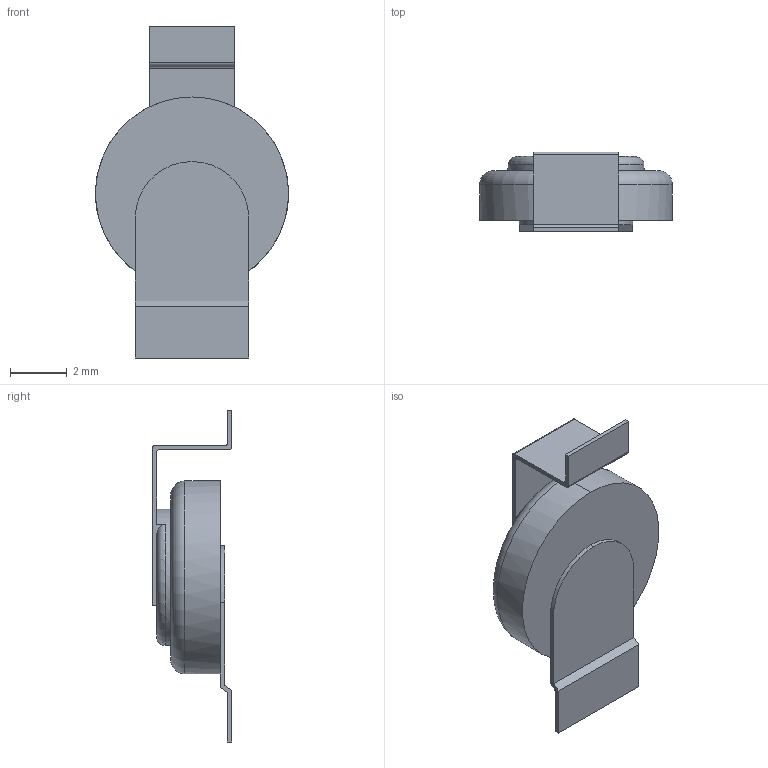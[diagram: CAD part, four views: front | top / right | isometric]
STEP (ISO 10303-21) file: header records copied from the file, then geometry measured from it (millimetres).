
FILE_DESCRIPTION (( 'STEP AP214' ), '1' );
FILE_NAME ('User Library-DSK-3R3H.STEP', '2013-05-23T14:06:59', ( 'Windows User' ), ( '' ), 'SwSTEP 2.0', 'SolidWorks 2013', '' );
FILE_SCHEMA (( 'AUTOMOTIVE_DESIGN' ));
Length unit declared in the file: millimetre
Products named in the file (1): User Library-DSK-3R3H
Bounding box: 6.8 x 2.8 x 11.7 mm (x, y, z)
Volume: 79.5 mm3; surface area: 177.4 mm2
Topology: 1 solids, 1 shells, 36 faces, 94 edges, 61 vertices
Faces by surface type: plane 22, cylinder 10, torus 4
Entity records: 1164 total; most frequent: CARTESIAN_POINT 206, DIRECTION 197, ORIENTED_EDGE 188, EDGE_CURVE 94, AXIS2_PLACEMENT_3D 68, LINE 61, VERTEX_POINT 61, VECTOR 61
